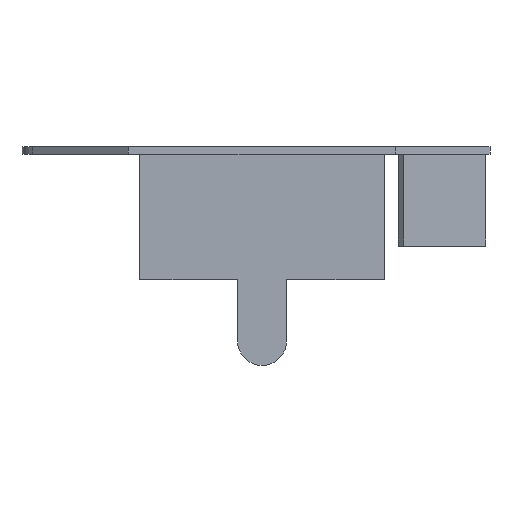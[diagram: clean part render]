
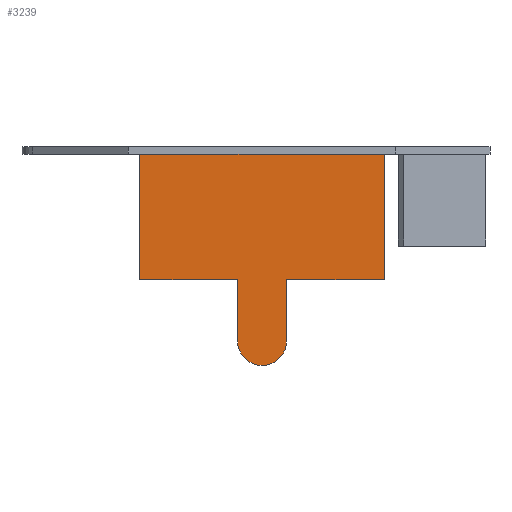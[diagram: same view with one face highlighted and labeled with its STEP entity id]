
A CAD part, left-side view. The second image highlights one B-rep face of the part: STEP entity #3239.
In plain terms, the highlighted planar face has unit normal (-1, 0, 0).
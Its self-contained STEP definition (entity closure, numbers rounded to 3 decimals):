
#840 = VERTEX_POINT('',#841);
#841 = CARTESIAN_POINT('',(-10.6,4.,4.15));
#855 = PLANE('',#856);
#856 = AXIS2_PLACEMENT_3D('',#857,#858,#859);
#857 = CARTESIAN_POINT('',(-10.6,-4.375,4.15));
#858 = DIRECTION('',(-1.,0.,0.));
#859 = DIRECTION('',(0.,1.,0.));
#883 = PLANE('',#884);
#884 = AXIS2_PLACEMENT_3D('',#885,#886,#887);
#885 = CARTESIAN_POINT('',(-10.6,4.,0.05));
#886 = DIRECTION('',(0.,-1.,0.));
#887 = DIRECTION('',(0.,0.,1.));
#924 = VERTEX_POINT('',#925);
#925 = CARTESIAN_POINT('',(-10.6,-4.,4.15));
#939 = PLANE('',#940);
#940 = AXIS2_PLACEMENT_3D('',#941,#942,#943);
#941 = CARTESIAN_POINT('',(-10.6,-4.,4.15));
#942 = DIRECTION('',(0.,1.,0.));
#943 = DIRECTION('',(0.,0.,-1.));
#2209 = EDGE_CURVE('',#840,#924,#2210,.T.);
#2210 = SURFACE_CURVE('',#2211,(#2215,#2222),.PCURVE_S1.);
#2211 = LINE('',#2212,#2213);
#2212 = CARTESIAN_POINT('',(-10.6,4.,4.15));
#2213 = VECTOR('',#2214,1.);
#2214 = DIRECTION('',(0.,-1.,0.));
#2215 = PCURVE('',#855,#2216);
#2216 = DEFINITIONAL_REPRESENTATION('',(#2217),#2221);
#2217 = LINE('',#2218,#2219);
#2218 = CARTESIAN_POINT('',(8.375,0.));
#2219 = VECTOR('',#2220,1.);
#2220 = DIRECTION('',(-1.,0.));
#2221 = ( GEOMETRIC_REPRESENTATION_CONTEXT(2) 
PARAMETRIC_REPRESENTATION_CONTEXT() REPRESENTATION_CONTEXT('2D SPACE',''
  ) );
#2222 = PCURVE('',#2223,#2228);
#2223 = PLANE('',#2224);
#2224 = AXIS2_PLACEMENT_3D('',#2225,#2226,#2227);
#2225 = CARTESIAN_POINT('',(-10.6,0.8,-1.95));
#2226 = DIRECTION('',(1.,0.,0.));
#2227 = DIRECTION('',(0.,0.,1.));
#2228 = DEFINITIONAL_REPRESENTATION('',(#2229),#2233);
#2229 = LINE('',#2230,#2231);
#2230 = CARTESIAN_POINT('',(6.1,-3.2));
#2231 = VECTOR('',#2232,1.);
#2232 = DIRECTION('',(0.,1.));
#2233 = ( GEOMETRIC_REPRESENTATION_CONTEXT(2) 
PARAMETRIC_REPRESENTATION_CONTEXT() REPRESENTATION_CONTEXT('2D SPACE',''
  ) );
#2264 = VERTEX_POINT('',#2265);
#2265 = CARTESIAN_POINT('',(-10.6,-4.,0.05));
#2279 = PLANE('',#2280);
#2280 = AXIS2_PLACEMENT_3D('',#2281,#2282,#2283);
#2281 = CARTESIAN_POINT('',(-10.6,-4.,0.05));
#2282 = DIRECTION('',(0.,0.,1.));
#2283 = DIRECTION('',(0.,1.,0.));
#2291 = EDGE_CURVE('',#924,#2264,#2292,.T.);
#2292 = SURFACE_CURVE('',#2293,(#2297,#2304),.PCURVE_S1.);
#2293 = LINE('',#2294,#2295);
#2294 = CARTESIAN_POINT('',(-10.6,-4.,4.15));
#2295 = VECTOR('',#2296,1.);
#2296 = DIRECTION('',(0.,0.,-1.));
#2297 = PCURVE('',#939,#2298);
#2298 = DEFINITIONAL_REPRESENTATION('',(#2299),#2303);
#2299 = LINE('',#2300,#2301);
#2300 = CARTESIAN_POINT('',(0.,0.));
#2301 = VECTOR('',#2302,1.);
#2302 = DIRECTION('',(1.,0.));
#2303 = ( GEOMETRIC_REPRESENTATION_CONTEXT(2) 
PARAMETRIC_REPRESENTATION_CONTEXT() REPRESENTATION_CONTEXT('2D SPACE',''
  ) );
#2304 = PCURVE('',#2223,#2305);
#2305 = DEFINITIONAL_REPRESENTATION('',(#2306),#2310);
#2306 = LINE('',#2307,#2308);
#2307 = CARTESIAN_POINT('',(6.1,4.8));
#2308 = VECTOR('',#2309,1.);
#2309 = DIRECTION('',(-1.,0.));
#2310 = ( GEOMETRIC_REPRESENTATION_CONTEXT(2) 
PARAMETRIC_REPRESENTATION_CONTEXT() REPRESENTATION_CONTEXT('2D SPACE',''
  ) );
#2333 = PLANE('',#2334);
#2334 = AXIS2_PLACEMENT_3D('',#2335,#2336,#2337);
#2335 = CARTESIAN_POINT('',(-10.6,0.8,-1.95));
#2336 = DIRECTION('',(0.,-1.,0.));
#2337 = DIRECTION('',(0.,0.,1.));
#2361 = PLANE('',#2362);
#2362 = AXIS2_PLACEMENT_3D('',#2363,#2364,#2365);
#2363 = CARTESIAN_POINT('',(-10.6,0.8,0.05));
#2364 = DIRECTION('',(0.,0.,1.));
#2365 = DIRECTION('',(0.,1.,0.));
#2435 = PLANE('',#2436);
#2436 = AXIS2_PLACEMENT_3D('',#2437,#2438,#2439);
#2437 = CARTESIAN_POINT('',(-10.6,-0.8,-1.95));
#2438 = DIRECTION('',(0.,-1.,0.));
#2439 = DIRECTION('',(0.,0.,1.));
#2466 = CYLINDRICAL_SURFACE('',#2467,0.8);
#2467 = AXIS2_PLACEMENT_3D('',#2468,#2469,#2470);
#2468 = CARTESIAN_POINT('',(-10.6,0.,-1.95));
#2469 = DIRECTION('',(-1.,0.,0.));
#2470 = DIRECTION('',(0.,-1.,0.));
#2482 = VERTEX_POINT('',#2483);
#2483 = CARTESIAN_POINT('',(-10.6,4.,0.05));
#2506 = EDGE_CURVE('',#2482,#840,#2507,.T.);
#2507 = SURFACE_CURVE('',#2508,(#2512,#2519),.PCURVE_S1.);
#2508 = LINE('',#2509,#2510);
#2509 = CARTESIAN_POINT('',(-10.6,4.,0.05));
#2510 = VECTOR('',#2511,1.);
#2511 = DIRECTION('',(0.,0.,1.));
#2512 = PCURVE('',#883,#2513);
#2513 = DEFINITIONAL_REPRESENTATION('',(#2514),#2518);
#2514 = LINE('',#2515,#2516);
#2515 = CARTESIAN_POINT('',(0.,0.));
#2516 = VECTOR('',#2517,1.);
#2517 = DIRECTION('',(1.,0.));
#2518 = ( GEOMETRIC_REPRESENTATION_CONTEXT(2) 
PARAMETRIC_REPRESENTATION_CONTEXT() REPRESENTATION_CONTEXT('2D SPACE',''
  ) );
#2519 = PCURVE('',#2223,#2520);
#2520 = DEFINITIONAL_REPRESENTATION('',(#2521),#2525);
#2521 = LINE('',#2522,#2523);
#2522 = CARTESIAN_POINT('',(2.,-3.2));
#2523 = VECTOR('',#2524,1.);
#2524 = DIRECTION('',(1.,0.));
#2525 = ( GEOMETRIC_REPRESENTATION_CONTEXT(2) 
PARAMETRIC_REPRESENTATION_CONTEXT() REPRESENTATION_CONTEXT('2D SPACE',''
  ) );
#3239 = ADVANCED_FACE('',(#3240),#2223,.F.);
#3240 = FACE_BOUND('',#3241,.F.);
#3241 = EDGE_LOOP('',(#3242,#3267,#3288,#3289,#3290,#3291,#3314,#3337));
#3242 = ORIENTED_EDGE('',*,*,#3243,.T.);
#3243 = EDGE_CURVE('',#3244,#3246,#3248,.T.);
#3244 = VERTEX_POINT('',#3245);
#3245 = CARTESIAN_POINT('',(-10.6,0.8,-1.95));
#3246 = VERTEX_POINT('',#3247);
#3247 = CARTESIAN_POINT('',(-10.6,0.8,0.05));
#3248 = SURFACE_CURVE('',#3249,(#3253,#3260),.PCURVE_S1.);
#3249 = LINE('',#3250,#3251);
#3250 = CARTESIAN_POINT('',(-10.6,0.8,-1.95));
#3251 = VECTOR('',#3252,1.);
#3252 = DIRECTION('',(0.,0.,1.));
#3253 = PCURVE('',#2223,#3254);
#3254 = DEFINITIONAL_REPRESENTATION('',(#3255),#3259);
#3255 = LINE('',#3256,#3257);
#3256 = CARTESIAN_POINT('',(0.,0.));
#3257 = VECTOR('',#3258,1.);
#3258 = DIRECTION('',(1.,0.));
#3259 = ( GEOMETRIC_REPRESENTATION_CONTEXT(2) 
PARAMETRIC_REPRESENTATION_CONTEXT() REPRESENTATION_CONTEXT('2D SPACE',''
  ) );
#3260 = PCURVE('',#2333,#3261);
#3261 = DEFINITIONAL_REPRESENTATION('',(#3262),#3266);
#3262 = LINE('',#3263,#3264);
#3263 = CARTESIAN_POINT('',(0.,0.));
#3264 = VECTOR('',#3265,1.);
#3265 = DIRECTION('',(1.,0.));
#3266 = ( GEOMETRIC_REPRESENTATION_CONTEXT(2) 
PARAMETRIC_REPRESENTATION_CONTEXT() REPRESENTATION_CONTEXT('2D SPACE',''
  ) );
#3267 = ORIENTED_EDGE('',*,*,#3268,.T.);
#3268 = EDGE_CURVE('',#3246,#2482,#3269,.T.);
#3269 = SURFACE_CURVE('',#3270,(#3274,#3281),.PCURVE_S1.);
#3270 = LINE('',#3271,#3272);
#3271 = CARTESIAN_POINT('',(-10.6,0.8,0.05));
#3272 = VECTOR('',#3273,1.);
#3273 = DIRECTION('',(0.,1.,0.));
#3274 = PCURVE('',#2223,#3275);
#3275 = DEFINITIONAL_REPRESENTATION('',(#3276),#3280);
#3276 = LINE('',#3277,#3278);
#3277 = CARTESIAN_POINT('',(2.,0.));
#3278 = VECTOR('',#3279,1.);
#3279 = DIRECTION('',(0.,-1.));
#3280 = ( GEOMETRIC_REPRESENTATION_CONTEXT(2) 
PARAMETRIC_REPRESENTATION_CONTEXT() REPRESENTATION_CONTEXT('2D SPACE',''
  ) );
#3281 = PCURVE('',#2361,#3282);
#3282 = DEFINITIONAL_REPRESENTATION('',(#3283),#3287);
#3283 = LINE('',#3284,#3285);
#3284 = CARTESIAN_POINT('',(0.,0.));
#3285 = VECTOR('',#3286,1.);
#3286 = DIRECTION('',(1.,0.));
#3287 = ( GEOMETRIC_REPRESENTATION_CONTEXT(2) 
PARAMETRIC_REPRESENTATION_CONTEXT() REPRESENTATION_CONTEXT('2D SPACE',''
  ) );
#3288 = ORIENTED_EDGE('',*,*,#2506,.T.);
#3289 = ORIENTED_EDGE('',*,*,#2209,.T.);
#3290 = ORIENTED_EDGE('',*,*,#2291,.T.);
#3291 = ORIENTED_EDGE('',*,*,#3292,.T.);
#3292 = EDGE_CURVE('',#2264,#3293,#3295,.T.);
#3293 = VERTEX_POINT('',#3294);
#3294 = CARTESIAN_POINT('',(-10.6,-0.8,0.05));
#3295 = SURFACE_CURVE('',#3296,(#3300,#3307),.PCURVE_S1.);
#3296 = LINE('',#3297,#3298);
#3297 = CARTESIAN_POINT('',(-10.6,-4.,0.05));
#3298 = VECTOR('',#3299,1.);
#3299 = DIRECTION('',(0.,1.,0.));
#3300 = PCURVE('',#2223,#3301);
#3301 = DEFINITIONAL_REPRESENTATION('',(#3302),#3306);
#3302 = LINE('',#3303,#3304);
#3303 = CARTESIAN_POINT('',(2.,4.8));
#3304 = VECTOR('',#3305,1.);
#3305 = DIRECTION('',(0.,-1.));
#3306 = ( GEOMETRIC_REPRESENTATION_CONTEXT(2) 
PARAMETRIC_REPRESENTATION_CONTEXT() REPRESENTATION_CONTEXT('2D SPACE',''
  ) );
#3307 = PCURVE('',#2279,#3308);
#3308 = DEFINITIONAL_REPRESENTATION('',(#3309),#3313);
#3309 = LINE('',#3310,#3311);
#3310 = CARTESIAN_POINT('',(0.,0.));
#3311 = VECTOR('',#3312,1.);
#3312 = DIRECTION('',(1.,0.));
#3313 = ( GEOMETRIC_REPRESENTATION_CONTEXT(2) 
PARAMETRIC_REPRESENTATION_CONTEXT() REPRESENTATION_CONTEXT('2D SPACE',''
  ) );
#3314 = ORIENTED_EDGE('',*,*,#3315,.F.);
#3315 = EDGE_CURVE('',#3316,#3293,#3318,.T.);
#3316 = VERTEX_POINT('',#3317);
#3317 = CARTESIAN_POINT('',(-10.6,-0.8,-1.95));
#3318 = SURFACE_CURVE('',#3319,(#3323,#3330),.PCURVE_S1.);
#3319 = LINE('',#3320,#3321);
#3320 = CARTESIAN_POINT('',(-10.6,-0.8,-1.95));
#3321 = VECTOR('',#3322,1.);
#3322 = DIRECTION('',(0.,0.,1.));
#3323 = PCURVE('',#2223,#3324);
#3324 = DEFINITIONAL_REPRESENTATION('',(#3325),#3329);
#3325 = LINE('',#3326,#3327);
#3326 = CARTESIAN_POINT('',(0.,1.6));
#3327 = VECTOR('',#3328,1.);
#3328 = DIRECTION('',(1.,0.));
#3329 = ( GEOMETRIC_REPRESENTATION_CONTEXT(2) 
PARAMETRIC_REPRESENTATION_CONTEXT() REPRESENTATION_CONTEXT('2D SPACE',''
  ) );
#3330 = PCURVE('',#2435,#3331);
#3331 = DEFINITIONAL_REPRESENTATION('',(#3332),#3336);
#3332 = LINE('',#3333,#3334);
#3333 = CARTESIAN_POINT('',(0.,0.));
#3334 = VECTOR('',#3335,1.);
#3335 = DIRECTION('',(1.,0.));
#3336 = ( GEOMETRIC_REPRESENTATION_CONTEXT(2) 
PARAMETRIC_REPRESENTATION_CONTEXT() REPRESENTATION_CONTEXT('2D SPACE',''
  ) );
#3337 = ORIENTED_EDGE('',*,*,#3338,.F.);
#3338 = EDGE_CURVE('',#3244,#3316,#3339,.T.);
#3339 = SURFACE_CURVE('',#3340,(#3345,#3356),.PCURVE_S1.);
#3340 = CIRCLE('',#3341,0.8);
#3341 = AXIS2_PLACEMENT_3D('',#3342,#3343,#3344);
#3342 = CARTESIAN_POINT('',(-10.6,0.,-1.95));
#3343 = DIRECTION('',(-1.,0.,0.));
#3344 = DIRECTION('',(0.,-1.,0.));
#3345 = PCURVE('',#2223,#3346);
#3346 = DEFINITIONAL_REPRESENTATION('',(#3347),#3355);
#3347 = ( BOUNDED_CURVE() B_SPLINE_CURVE(2,(#3348,#3349,#3350,#3351,
#3352,#3353,#3354),.UNSPECIFIED.,.T.,.F.) B_SPLINE_CURVE_WITH_KNOTS((1,2
    ,2,2,2,1),(-2.094,0.,2.094,4.189,
6.283,8.378),.UNSPECIFIED.) CURVE() 
GEOMETRIC_REPRESENTATION_ITEM() RATIONAL_B_SPLINE_CURVE((1.,0.5,1.,0.5,
1.,0.5,1.)) REPRESENTATION_ITEM('') );
#3348 = CARTESIAN_POINT('',(0.,1.6));
#3349 = CARTESIAN_POINT('',(1.386,1.6));
#3350 = CARTESIAN_POINT('',(0.693,0.4));
#3351 = CARTESIAN_POINT('',(0.,-0.8));
#3352 = CARTESIAN_POINT('',(-0.693,0.4));
#3353 = CARTESIAN_POINT('',(-1.386,1.6));
#3354 = CARTESIAN_POINT('',(0.,1.6));
#3355 = ( GEOMETRIC_REPRESENTATION_CONTEXT(2) 
PARAMETRIC_REPRESENTATION_CONTEXT() REPRESENTATION_CONTEXT('2D SPACE',''
  ) );
#3356 = PCURVE('',#2466,#3357);
#3357 = DEFINITIONAL_REPRESENTATION('',(#3358),#3362);
#3358 = LINE('',#3359,#3360);
#3359 = CARTESIAN_POINT('',(0.,0.));
#3360 = VECTOR('',#3361,1.);
#3361 = DIRECTION('',(1.,0.));
#3362 = ( GEOMETRIC_REPRESENTATION_CONTEXT(2) 
PARAMETRIC_REPRESENTATION_CONTEXT() REPRESENTATION_CONTEXT('2D SPACE',''
  ) );
